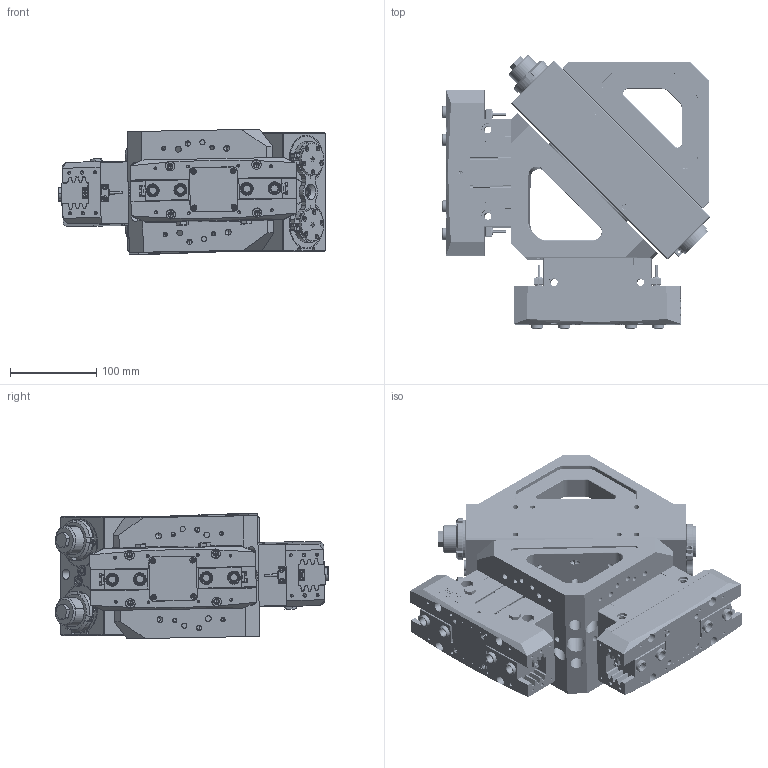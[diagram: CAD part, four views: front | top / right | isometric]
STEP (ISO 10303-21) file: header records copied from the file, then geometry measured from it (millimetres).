
FILE_DESCRIPTION (( 'STEP AP203' ), '1' );
FILE_NAME ('TG50-FR72-192-0¡ã.STEP', '2025-05-27T07:57:36', ( 'USER-' ), ( 'Microsoft' ), 'SwSTEP 2.0', 'SolidWorks 2018', '' );
FILE_SCHEMA (( 'CONFIG_CONTROL_DESIGN' ));
Length unit declared in the file: millimetre
Products named in the file (33): TP50; P-GS-T-01 諉輪羲壽標厥釱; M33-1.5-10蹟譫; TP50-02 喘謫粣; TP50-05 茞癹弇蟀諉极; 电容传感器8x23接近开关; 揤輸蚾饜极-1; FR72-192; 揤輸蚾饜极; TRT72-192-MX-06 笢猾え; 0-TP50; TRT72-192-MX-05菁裔啣-B; M6晦す芛蹟隊; 33-30遣喳ん耀倰NBK; TG50; TP50-07硬限位圈; 内六角圆柱头螺钉[GBT70_1-2008][M2.5×8]; TG50-FR72-192-0°; 棠羲換覜ん; 苤覜聆假蚾璃; TP50-10 粣創揤遠; TP50-01褲极; TP50-04 遣喳蟀諉极; TP50-M-09 躇猾詩遠; TRT72-192-MX-01 喘倛褲极; ﾏ擎ﾗ14｡ﾁ10｡ﾁ8; TP50-08 癹弇縐嘀; 32x12-R2; TG40.sldasm-Part-28; TP50-06 茞癹弇裝; TRT72-192-MX-02 喘倛賑輸; TG50-M-02 眻褒輸; TG50-M-01 啊詰褲极
Assembly tree (57 placements, depth 4):
  TG50-FR72-192-0°
    TG50
      TG50-M-01 啊詰褲极
      0-TP50
        TP50-01褲极
        TP50-02 喘謫粣
        TP50-05 茞癹弇蟀諉极  x2
        TP50-04 遣喳蟀諉极  x2
        33-30遣喳ん耀倰NBK  x2
        M33-1.5-10蹟譫  x2
        TP50-M-09 躇猾詩遠  x2
        TP50-06 茞癹弇裝  x2
        TP50-07硬限位圈  x2
        TP50-10 粣創揤遠
        TP50-08 癹弇縐嘀
        M6晦す芛蹟隊  x2
        TP50
      棠羲換覜ん  x2
      TG50-M-02 眻褒輸
    TG40.sldasm-Part-28  x4
    FR72-192  x2
      揤輸蚾饜极
        内六角圆柱头螺钉[GBT70_1-2008][M2.5×8]  x2
        苤覜聆假蚾璃
      揤輸蚾饜极-1
        内六角圆柱头螺钉[GBT70_1-2008][M2.5×8]  x2
        苤覜聆假蚾璃
      TRT72-192-MX-01 喘倛褲极
      TRT72-192-MX-05菁裔啣-B
      TRT72-192-MX-02 喘倛賑輸
      TRT72-192-MX-06 笢猾え
      P-GS-T-01 諉輪羲壽標厥釱
      电容传感器8x23接近开关
      32x12-R2
      ﾏ擎ﾗ14｡ﾁ10｡ﾁ8
      棠羲換覜ん
Bounding box: 310.02 x 316.36 x 144.66 mm (x, y, z)
Volume: 5716869 mm3; surface area: 972214.5 mm2
Topology: 73 solids, 111 shells, 5251 faces, 13573 edges, 8661 vertices
Faces by surface type: plane 2455, cylinder 1485, cone 692, bspline 575, torus 44
Entity records: 117039 total; most frequent: CARTESIAN_POINT 37820, ORIENTED_EDGE 16108, DIRECTION 14464, EDGE_CURVE 8054, VERTEX_POINT 5234, LINE 4836, VECTOR 4836, AXIS2_PLACEMENT_3D 4814
